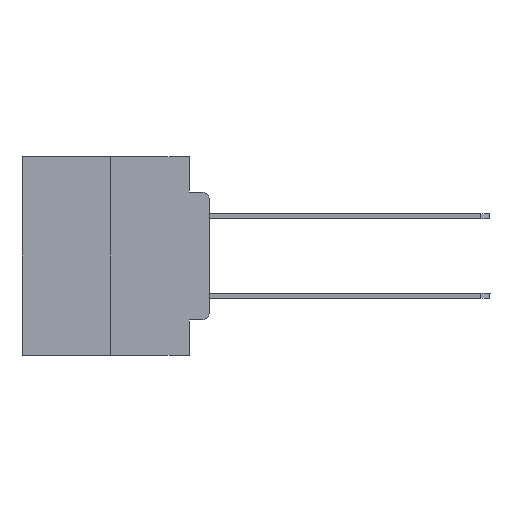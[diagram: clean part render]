
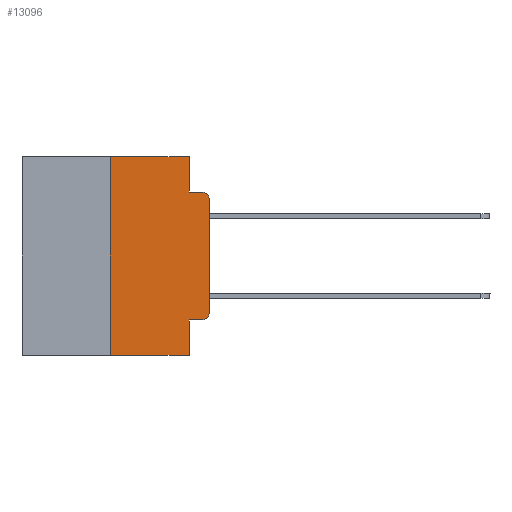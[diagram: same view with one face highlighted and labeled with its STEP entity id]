
A CAD part, left-side view. The second image highlights one B-rep face of the part: STEP entity #13096.
In plain terms, the highlighted planar face has unit normal (-1, 0, 0).
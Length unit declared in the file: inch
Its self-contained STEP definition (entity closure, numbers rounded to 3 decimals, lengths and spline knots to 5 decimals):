
#5 = VECTOR ( 'NONE', #595, 39.37008 ) ;
#41 = CARTESIAN_POINT ( 'NONE',  ( 0., 0.473, 0. ) ) ;
#462 = VERTEX_POINT ( 'NONE', #725 ) ;
#595 = DIRECTION ( 'NONE',  ( 0., -1., 0. ) ) ;
#701 = VERTEX_POINT ( 'NONE', #23343 ) ;
#724 = VECTOR ( 'NONE', #25202, 39.37008 ) ;
#725 = CARTESIAN_POINT ( 'NONE',  ( 0., 0., -0.3915 ) ) ;
#749 = PLANE ( 'NONE',  #7837 ) ;
#856 = ORIENTED_EDGE ( 'NONE', *, *, #8849, .T. ) ;
#957 = ORIENTED_EDGE ( 'NONE', *, *, #13494, .T. ) ;
#962 = DIRECTION ( 'NONE',  ( 0., -1., 0. ) ) ;
#2034 = ORIENTED_EDGE ( 'NONE', *, *, #10910, .T. ) ;
#2071 = LINE ( 'NONE', #14474, #27156 ) ;
#2430 = VERTEX_POINT ( 'NONE', #7946 ) ;
#2832 = CARTESIAN_POINT ( 'NONE',  ( 0., 0.25, -0.5 ) ) ;
#2858 = VERTEX_POINT ( 'NONE', #22751 ) ;
#3469 = CARTESIAN_POINT ( 'NONE',  ( 0., 0.473, -0.5 ) ) ;
#3832 = ORIENTED_EDGE ( 'NONE', *, *, #10616, .F. ) ;
#4499 = DIRECTION ( 'NONE',  ( -1., 0., 0. ) ) ;
#4534 = VERTEX_POINT ( 'NONE', #21247 ) ;
#5192 = DIRECTION ( 'NONE',  ( 0., 0., 1. ) ) ;
#5228 = FACE_OUTER_BOUND ( 'NONE', #22561, .T. ) ;
#5317 = VECTOR ( 'NONE', #5192, 39.37008 ) ;
#6280 = ORIENTED_EDGE ( 'NONE', *, *, #8371, .F. ) ;
#6305 = DIRECTION ( 'NONE',  ( -1., 0., 0. ) ) ;
#6471 = DIRECTION ( 'NONE',  ( 0., -1., 0. ) ) ;
#7173 = CARTESIAN_POINT ( 'NONE',  ( 0., 0.051, -0.0885 ) ) ;
#7589 = CARTESIAN_POINT ( 'NONE',  ( 0., 0.051, -0.4115 ) ) ;
#7736 = DIRECTION ( 'NONE',  ( 1., 0., 0. ) ) ;
#7837 = AXIS2_PLACEMENT_3D ( 'NONE', #16099, #7736, #22412 ) ;
#7946 = CARTESIAN_POINT ( 'NONE',  ( 0., 0.02, -0.0885 ) ) ;
#8078 = CARTESIAN_POINT ( 'NONE',  ( 0., 0.25, 0. ) ) ;
#8177 = VERTEX_POINT ( 'NONE', #16458 ) ;
#8371 = EDGE_CURVE ( 'NONE', #4534, #19668, #2071, .T. ) ;
#8849 = EDGE_CURVE ( 'NONE', #462, #701, #12443, .T. ) ;
#9489 = VERTEX_POINT ( 'NONE', #2832 ) ;
#10310 = DIRECTION ( 'NONE',  ( 0., 0., 1. ) ) ;
#10445 = VECTOR ( 'NONE', #16234, 39.37008 ) ;
#10506 = LINE ( 'NONE', #12497, #724 ) ;
#10616 = EDGE_CURVE ( 'NONE', #15405, #4534, #21568, .T. ) ;
#10910 = EDGE_CURVE ( 'NONE', #2858, #22741, #18310, .T. ) ;
#11408 = LINE ( 'NONE', #7173, #5 ) ;
#12324 = VECTOR ( 'NONE', #10310, 39.37008 ) ;
#12443 = LINE ( 'NONE', #21033, #12324 ) ;
#12497 = CARTESIAN_POINT ( 'NONE',  ( 0., 0.051, 0. ) ) ;
#12765 = DIRECTION ( 'NONE',  ( 0., 0., -1. ) ) ;
#13096 = ADVANCED_FACE ( 'NONE', ( #5228 ), #749, .F. ) ;
#13136 = CARTESIAN_POINT ( 'NONE',  ( 0., 0.051, -0.0885 ) ) ;
#13494 = EDGE_CURVE ( 'NONE', #701, #2430, #22730, .T. ) ;
#13933 = CARTESIAN_POINT ( 'NONE',  ( 0., 0.25, 0. ) ) ;
#14474 = CARTESIAN_POINT ( 'NONE',  ( 0., 0.051, 0. ) ) ;
#15007 = EDGE_CURVE ( 'NONE', #2858, #8177, #10506, .T. ) ;
#15100 = AXIS2_PLACEMENT_3D ( 'NONE', #19421, #4499, #19278 ) ;
#15405 = VERTEX_POINT ( 'NONE', #8078 ) ;
#15429 = VECTOR ( 'NONE', #6471, 39.37008 ) ;
#16099 = CARTESIAN_POINT ( 'NONE',  ( 0., 0.473, 0. ) ) ;
#16234 = DIRECTION ( 'NONE',  ( 0., -1., 0. ) ) ;
#16458 = CARTESIAN_POINT ( 'NONE',  ( 0., 0.051, -0.5 ) ) ;
#17053 = ORIENTED_EDGE ( 'NONE', *, *, #21261, .F. ) ;
#17160 = ORIENTED_EDGE ( 'NONE', *, *, #21996, .F. ) ;
#18310 = LINE ( 'NONE', #7589, #10445 ) ;
#19278 = DIRECTION ( 'NONE',  ( 0., 0., -1. ) ) ;
#19421 = CARTESIAN_POINT ( 'NONE',  ( 0., 0.02, -0.1085 ) ) ;
#19668 = VERTEX_POINT ( 'NONE', #13136 ) ;
#20158 = CARTESIAN_POINT ( 'NONE',  ( 0., 0.02, -0.4115 ) ) ;
#20776 = ORIENTED_EDGE ( 'NONE', *, *, #15007, .F. ) ;
#21033 = CARTESIAN_POINT ( 'NONE',  ( 0., 0., 0. ) ) ;
#21247 = CARTESIAN_POINT ( 'NONE',  ( 0., 0.051, 0. ) ) ;
#21261 = EDGE_CURVE ( 'NONE', #19668, #2430, #11408, .T. ) ;
#21499 = AXIS2_PLACEMENT_3D ( 'NONE', #25622, #6305, #23504 ) ;
#21568 = LINE ( 'NONE', #41, #15429 ) ;
#21751 = EDGE_CURVE ( 'NONE', #22741, #462, #22852, .T. ) ;
#21958 = VECTOR ( 'NONE', #962, 39.37008 ) ;
#21996 = EDGE_CURVE ( 'NONE', #9489, #15405, #22241, .T. ) ;
#22241 = LINE ( 'NONE', #13933, #5317 ) ;
#22412 = DIRECTION ( 'NONE',  ( 0., 0., -1. ) ) ;
#22561 = EDGE_LOOP ( 'NONE', ( #856, #957, #17053, #6280, #3832, #17160, #25422, #20776, #2034, #24223 ) ) ;
#22730 = CIRCLE ( 'NONE', #15100, 0.02 ) ;
#22741 = VERTEX_POINT ( 'NONE', #20158 ) ;
#22751 = CARTESIAN_POINT ( 'NONE',  ( 0., 0.051, -0.4115 ) ) ;
#22852 = CIRCLE ( 'NONE', #21499, 0.02 ) ;
#23343 = CARTESIAN_POINT ( 'NONE',  ( 0., 0., -0.1085 ) ) ;
#23504 = DIRECTION ( 'NONE',  ( 0., 0., -1. ) ) ;
#23686 = EDGE_CURVE ( 'NONE', #9489, #8177, #26701, .T. ) ;
#24223 = ORIENTED_EDGE ( 'NONE', *, *, #21751, .T. ) ;
#25202 = DIRECTION ( 'NONE',  ( 0., 0., -1. ) ) ;
#25422 = ORIENTED_EDGE ( 'NONE', *, *, #23686, .T. ) ;
#25622 = CARTESIAN_POINT ( 'NONE',  ( 0., 0.02, -0.3915 ) ) ;
#26701 = LINE ( 'NONE', #3469, #21958 ) ;
#27156 = VECTOR ( 'NONE', #12765, 39.37008 ) ;
